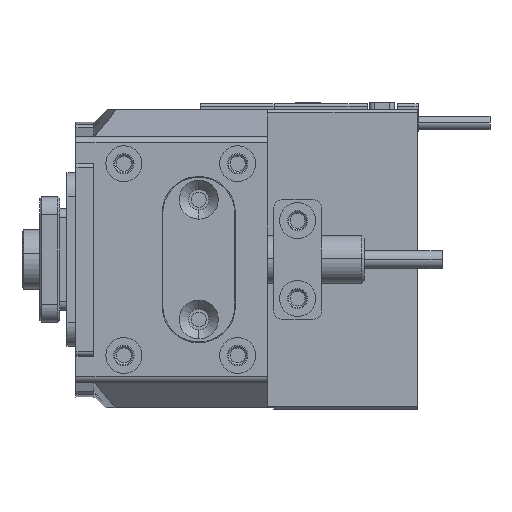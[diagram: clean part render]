
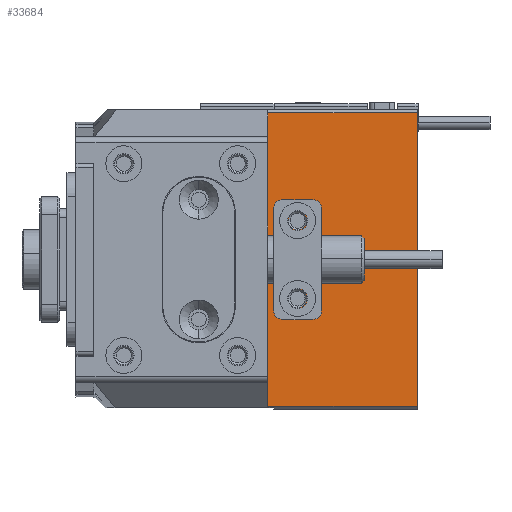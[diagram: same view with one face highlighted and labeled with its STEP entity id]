
A CAD part, left-side view. The second image highlights one B-rep face of the part: STEP entity #33684.
In plain terms, the highlighted planar face has unit normal (-1, 0, 0).
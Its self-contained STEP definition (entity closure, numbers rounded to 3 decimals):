
#69 = CARTESIAN_POINT ( 'NONE',  ( -40.5, -12.5, 6.5 ) ) ;
#712 = AXIS2_PLACEMENT_3D ( 'NONE', #23078, #19449, #47173 ) ;
#1142 = VERTEX_POINT ( 'NONE', #24762 ) ;
#1264 = DIRECTION ( 'NONE',  ( 1., 0., 0. ) ) ;
#2027 = CARTESIAN_POINT ( 'NONE',  ( -40.5, -12.5, 6.5 ) ) ;
#2379 = ORIENTED_EDGE ( 'NONE', *, *, #47210, .T. ) ;
#2383 = VERTEX_POINT ( 'NONE', #8734 ) ;
#4289 = VERTEX_POINT ( 'NONE', #35713 ) ;
#4999 = DIRECTION ( 'NONE',  ( 0., 1., 0. ) ) ;
#5406 = CARTESIAN_POINT ( 'NONE',  ( -40.5, -32.5, 24.5 ) ) ;
#5769 = AXIS2_PLACEMENT_3D ( 'NONE', #2027, #21605, #49350 ) ;
#6583 = EDGE_CURVE ( 'NONE', #34546, #7163, #35753, .T. ) ;
#7163 = VERTEX_POINT ( 'NONE', #33591 ) ;
#8599 = EDGE_CURVE ( 'NONE', #20303, #4289, #20946, .T. ) ;
#8734 = CARTESIAN_POINT ( 'NONE',  ( -40.5, -12.5, 8.05 ) ) ;
#9048 = ORIENTED_EDGE ( 'NONE', *, *, #8599, .F. ) ;
#10062 = VERTEX_POINT ( 'NONE', #43393 ) ;
#10339 = AXIS2_PLACEMENT_3D ( 'NONE', #35590, #44252, #32285 ) ;
#10731 = DIRECTION ( 'NONE',  ( 0., -1., 0. ) ) ;
#11217 = LINE ( 'NONE', #12334, #50893 ) ;
#11457 = FACE_BOUND ( 'NONE', #23401, .T. ) ;
#11616 = EDGE_LOOP ( 'NONE', ( #32299, #48880, #9048, #49695 ) ) ;
#12237 = DIRECTION ( 'NONE',  ( 0., 0., -1. ) ) ;
#12334 = CARTESIAN_POINT ( 'NONE',  ( -40.5, -32.5, -24.5 ) ) ;
#12634 = CARTESIAN_POINT ( 'NONE',  ( -40.5, -32.5, 24.5 ) ) ;
#13234 = CARTESIAN_POINT ( 'NONE',  ( -40.5, -32.5, 25. ) ) ;
#15196 = CARTESIAN_POINT ( 'NONE',  ( -40.5, -12.5, -8.05 ) ) ;
#16197 = DIRECTION ( 'NONE',  ( 1., 0., 0. ) ) ;
#17091 = DIRECTION ( 'NONE',  ( 0., 0., -1. ) ) ;
#18852 = FACE_BOUND ( 'NONE', #30384, .T. ) ;
#19058 = EDGE_CURVE ( 'NONE', #1142, #2383, #34550, .T. ) ;
#19449 = DIRECTION ( 'NONE',  ( 1., 0., 0. ) ) ;
#19977 = EDGE_CURVE ( 'NONE', #7163, #34546, #37598, .T. ) ;
#20303 = VERTEX_POINT ( 'NONE', #5406 ) ;
#20946 = LINE ( 'NONE', #25794, #26462 ) ;
#21605 = DIRECTION ( 'NONE',  ( 1., 0., 0. ) ) ;
#21685 = DIRECTION ( 'NONE',  ( 0., 0., -1. ) ) ;
#23078 = CARTESIAN_POINT ( 'NONE',  ( -40.5, -12.5, -6.5 ) ) ;
#23401 = EDGE_LOOP ( 'NONE', ( #28635, #33828 ) ) ;
#24145 = ORIENTED_EDGE ( 'NONE', *, *, #19058, .T. ) ;
#24384 = CARTESIAN_POINT ( 'NONE',  ( -40.5, -7.5, 25. ) ) ;
#24645 = DIRECTION ( 'NONE',  ( 0., 0., -1. ) ) ;
#24762 = CARTESIAN_POINT ( 'NONE',  ( -40.5, -12.5, 4.95 ) ) ;
#24921 = AXIS2_PLACEMENT_3D ( 'NONE', #69, #16197, #12237 ) ;
#25050 = FACE_OUTER_BOUND ( 'NONE', #11616, .T. ) ;
#25131 = CIRCLE ( 'NONE', #5769, 1.55 ) ;
#25794 = CARTESIAN_POINT ( 'NONE',  ( -40.5, -32.5, 25. ) ) ;
#26462 = VECTOR ( 'NONE', #21685, 1000. ) ;
#28026 = EDGE_CURVE ( 'NONE', #20303, #34478, #31214, .T. ) ;
#28635 = ORIENTED_EDGE ( 'NONE', *, *, #19977, .T. ) ;
#28820 = AXIS2_PLACEMENT_3D ( 'NONE', #13234, #1264, #24645 ) ;
#29725 = CARTESIAN_POINT ( 'NONE',  ( -40.5, -7.5, 24.5 ) ) ;
#30384 = EDGE_LOOP ( 'NONE', ( #2379, #24145 ) ) ;
#31214 = LINE ( 'NONE', #12634, #49277 ) ;
#32285 = DIRECTION ( 'NONE',  ( 0., 0., -1. ) ) ;
#32299 = ORIENTED_EDGE ( 'NONE', *, *, #44139, .T. ) ;
#32933 = PLANE ( 'NONE',  #28820 ) ;
#33591 = CARTESIAN_POINT ( 'NONE',  ( -40.5, -12.5, -4.95 ) ) ;
#33684 = ADVANCED_FACE ( 'NONE', ( #18852, #11457, #25050 ), #32933, .F. ) ;
#33828 = ORIENTED_EDGE ( 'NONE', *, *, #6583, .T. ) ;
#34478 = VERTEX_POINT ( 'NONE', #29725 ) ;
#34546 = VERTEX_POINT ( 'NONE', #15196 ) ;
#34550 = CIRCLE ( 'NONE', #24921, 1.55 ) ;
#35310 = LINE ( 'NONE', #24384, #43975 ) ;
#35590 = CARTESIAN_POINT ( 'NONE',  ( -40.5, -12.5, -6.5 ) ) ;
#35713 = CARTESIAN_POINT ( 'NONE',  ( -40.5, -32.5, -24.5 ) ) ;
#35753 = CIRCLE ( 'NONE', #10339, 1.55 ) ;
#36031 = EDGE_CURVE ( 'NONE', #10062, #4289, #11217, .T. ) ;
#37598 = CIRCLE ( 'NONE', #712, 1.55 ) ;
#43393 = CARTESIAN_POINT ( 'NONE',  ( -40.5, -7.5, -24.5 ) ) ;
#43975 = VECTOR ( 'NONE', #17091, 1000. ) ;
#44139 = EDGE_CURVE ( 'NONE', #34478, #10062, #35310, .T. ) ;
#44252 = DIRECTION ( 'NONE',  ( 1., 0., 0. ) ) ;
#47173 = DIRECTION ( 'NONE',  ( 0., 0., -1. ) ) ;
#47210 = EDGE_CURVE ( 'NONE', #2383, #1142, #25131, .T. ) ;
#48880 = ORIENTED_EDGE ( 'NONE', *, *, #36031, .T. ) ;
#49277 = VECTOR ( 'NONE', #4999, 1000. ) ;
#49350 = DIRECTION ( 'NONE',  ( 0., 0., -1. ) ) ;
#49695 = ORIENTED_EDGE ( 'NONE', *, *, #28026, .T. ) ;
#50893 = VECTOR ( 'NONE', #10731, 1000. ) ;
